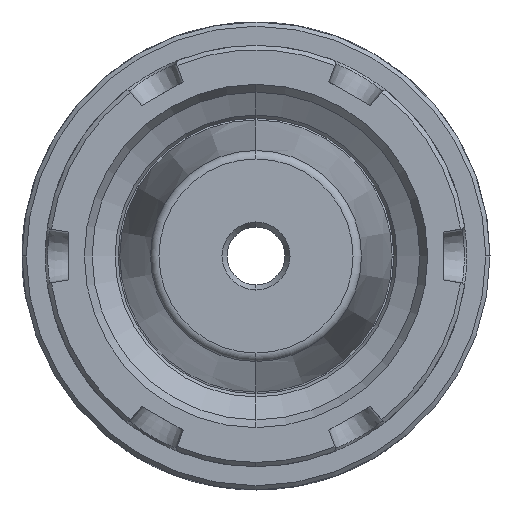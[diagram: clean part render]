
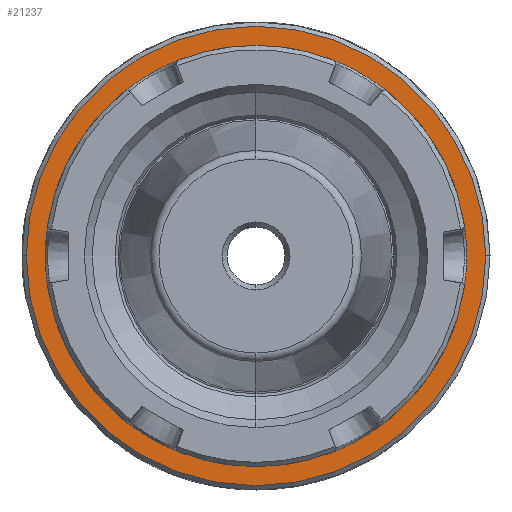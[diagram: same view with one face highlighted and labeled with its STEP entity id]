
A CAD part, left-side view. The second image highlights one B-rep face of the part: STEP entity #21237.
In plain terms, the highlighted planar face has unit normal (-1, 0, 0).
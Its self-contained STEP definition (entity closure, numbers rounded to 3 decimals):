
#8 = CIRCLE ( 'NONE', #14393, 27. ) ;
#1059 = CARTESIAN_POINT ( 'NONE',  ( 12., 0., -16.4 ) ) ;
#2152 = ORIENTED_EDGE ( 'NONE', *, *, #22594, .F. ) ;
#2741 = EDGE_CURVE ( 'NONE', #10565, #4033, #27003, .T. ) ;
#4033 = VERTEX_POINT ( 'NONE', #29547 ) ;
#5574 = DIRECTION ( 'NONE',  ( 0., -1., 0. ) ) ;
#8119 = DIRECTION ( 'NONE',  ( -1., 0., 0. ) ) ;
#8860 = ORIENTED_EDGE ( 'NONE', *, *, #33527, .F. ) ;
#9273 = CARTESIAN_POINT ( 'NONE',  ( 12., 27., 0. ) ) ;
#10565 = VERTEX_POINT ( 'NONE', #1059 ) ;
#10793 = DIRECTION ( 'NONE',  ( -1., 0., 0. ) ) ;
#11401 = CARTESIAN_POINT ( 'NONE',  ( 12., 27., 0. ) ) ;
#11500 = DIRECTION ( 'NONE',  ( 1., 0., 0. ) ) ;
#13532 = CARTESIAN_POINT ( 'NONE',  ( 12., 0., 0. ) ) ;
#13859 = VERTEX_POINT ( 'NONE', #9273 ) ;
#14393 = AXIS2_PLACEMENT_3D ( 'NONE', #34087, #11500, #17245 ) ;
#14454 = ORIENTED_EDGE ( 'NONE', *, *, #2741, .F. ) ;
#14880 = DIRECTION ( 'NONE',  ( -1., 0., 0. ) ) ;
#15515 = EDGE_LOOP ( 'NONE', ( #8860, #17270 ) ) ;
#15520 = EDGE_CURVE ( 'NONE', #35037, #13859, #8, .T. ) ;
#17245 = DIRECTION ( 'NONE',  ( 0., 1., 0. ) ) ;
#17270 = ORIENTED_EDGE ( 'NONE', *, *, #15520, .F. ) ;
#17552 = CARTESIAN_POINT ( 'NONE',  ( 12., 0., 0. ) ) ;
#18116 = EDGE_LOOP ( 'NONE', ( #2152, #14454 ) ) ;
#18642 = CIRCLE ( 'NONE', #28969, 16.4 ) ;
#18849 = CARTESIAN_POINT ( 'NONE',  ( 12., 0., 0. ) ) ;
#19088 = DIRECTION ( 'NONE',  ( 0., 0., 1. ) ) ;
#21237 = ADVANCED_FACE ( 'NONE', ( #27679, #27856 ), #33367, .T. ) ;
#21736 = DIRECTION ( 'NONE',  ( 1., 0., 0. ) ) ;
#22594 = EDGE_CURVE ( 'NONE', #4033, #10565, #18642, .T. ) ;
#25278 = AXIS2_PLACEMENT_3D ( 'NONE', #13532, #8119, #19088 ) ;
#25794 = DIRECTION ( 'NONE',  ( 0., 0., 1. ) ) ;
#26082 = AXIS2_PLACEMENT_3D ( 'NONE', #11401, #10793, #5574 ) ;
#27003 = CIRCLE ( 'NONE', #25278, 16.4 ) ;
#27679 = FACE_BOUND ( 'NONE', #18116, .T. ) ;
#27856 = FACE_OUTER_BOUND ( 'NONE', #15515, .T. ) ;
#28863 = CARTESIAN_POINT ( 'NONE',  ( 12., -27., 0. ) ) ;
#28969 = AXIS2_PLACEMENT_3D ( 'NONE', #17552, #14880, #25794 ) ;
#29547 = CARTESIAN_POINT ( 'NONE',  ( 12., 0., 16.4 ) ) ;
#32320 = AXIS2_PLACEMENT_3D ( 'NONE', #18849, #21736, #35541 ) ;
#33367 = PLANE ( 'NONE',  #26082 ) ;
#33527 = EDGE_CURVE ( 'NONE', #13859, #35037, #34000, .T. ) ;
#34000 = CIRCLE ( 'NONE', #32320, 27. ) ;
#34087 = CARTESIAN_POINT ( 'NONE',  ( 12., 0., 0. ) ) ;
#35037 = VERTEX_POINT ( 'NONE', #28863 ) ;
#35541 = DIRECTION ( 'NONE',  ( 0., 1., 0. ) ) ;
